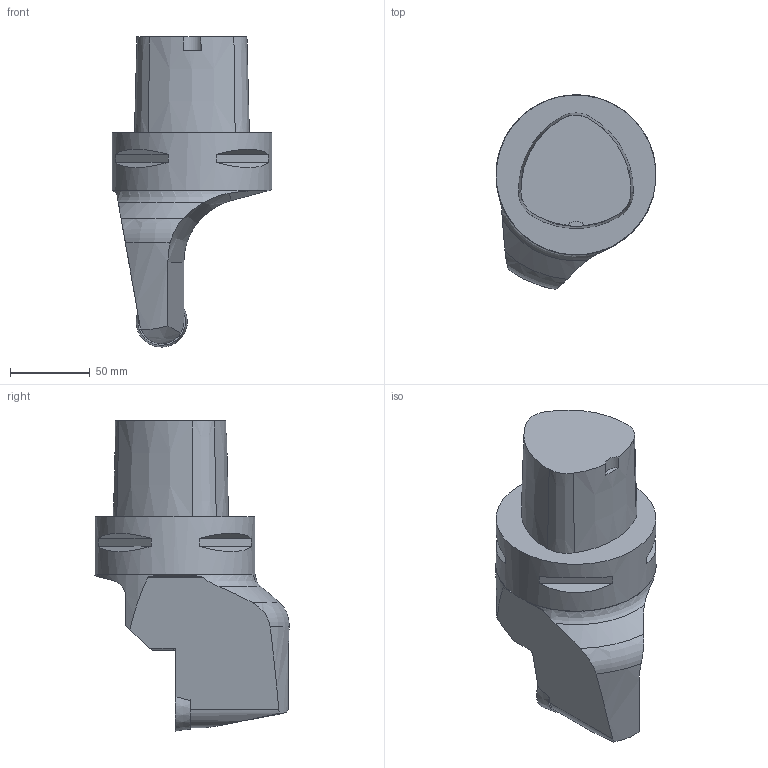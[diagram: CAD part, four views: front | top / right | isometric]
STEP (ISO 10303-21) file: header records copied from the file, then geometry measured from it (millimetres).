
FILE_DESCRIPTION(/* description */ (''),/* implementation_level */ '2;1');
FILE_NAME(/* name */ '1567067480854.stp',/* time_stamp */ '2019-08-29T14:01:35+06:00',/* author */ (''),/* organization */ ('SMS'),/* preprocessor_version */ 'ST-DEVELOPER v15',/* originating_system */ 'SIEMENS PLM Software NX 8.5',/* authorisation */ '');
FILE_SCHEMA (('AUTOMOTIVE_DESIGN { 1 0 10303 214 3 1 1 1 }'));
Length unit declared in the file: millimetre
Products named in the file (4): IsoTurningInsert; ASSEMBLY_CONSTRUCTION; 201778077mod000_00; 201778076mod000_00
Assembly tree (3 placements, depth 2):
  201778076mod000_00
    201778077mod000_00
    ASSEMBLY_CONSTRUCTION
    IsoTurningInsert
Bounding box: 99.93 x 121.46 x 193.99 mm (x, y, z)
Volume: 783088.2 mm3; surface area: 61775.7 mm2
Topology: 2 solids, 5 shells, 74 faces, 174 edges, 121 vertices
Faces by surface type: plane 35, cylinder 19, cone 15, torus 4, extrusion 1
Full cylindrical faces by diameter (mm): 9.5 x2, 100 x1
Entity records: 2346 total; most frequent: CARTESIAN_POINT 507, DIRECTION 378, ORIENTED_EDGE 324, EDGE_CURVE 162, AXIS2_PLACEMENT_3D 158, VERTEX_POINT 111, EDGE_LOOP 88, ADVANCED_FACE 74
